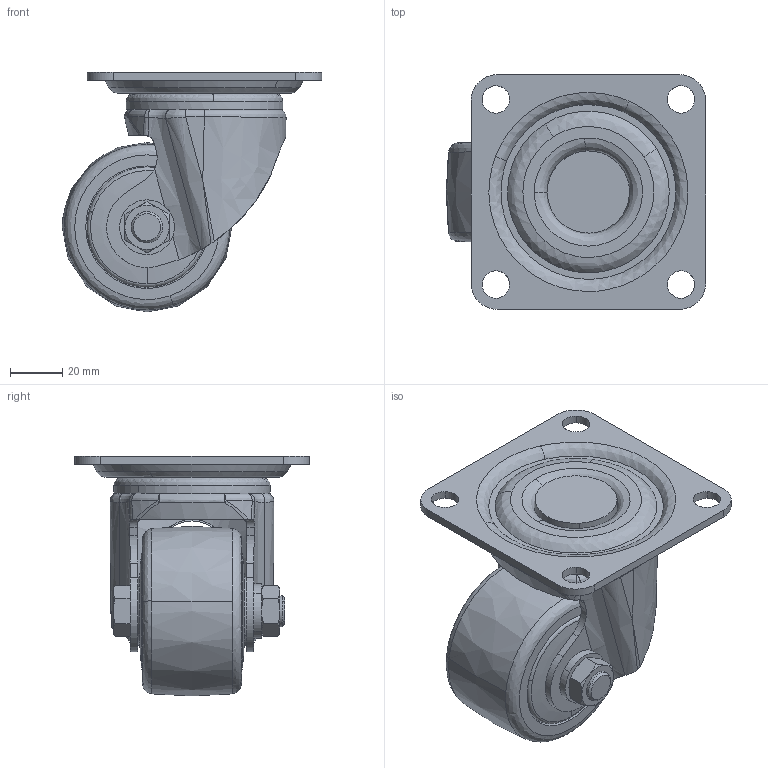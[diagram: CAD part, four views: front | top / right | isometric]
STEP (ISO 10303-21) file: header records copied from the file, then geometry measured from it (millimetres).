
FILE_DESCRIPTION((''),'2;1');
FILE_NAME('','2006-01-18T12:22:18',(''),(''),'','CADfix','');
FILE_SCHEMA(('AUTOMOTIVE_DESIGN'));
Length unit declared in the file: millimetre
Products named in the file (6): wheel; mounting plate; main shaft; body; axle; No_105HB2_EP_30079_36
Assembly tree (5 placements, depth 2):
  No_105HB2_EP_30079_36
    wheel
    mounting plate
    main shaft
    body
    axle
Bounding box: 99.5 x 90 x 92 mm (x, y, z)
Volume: 225223.2 mm3; surface area: 63084.8 mm2
Topology: 5 solids, 5 shells, 259 faces, 855 edges, 616 vertices
Faces by surface type: bspline 259
Entity records: 14979 total; most frequent: CARTESIAN_POINT 9939, ORIENTED_EDGE 1682, EDGE_CURVE 841, B_SPLINE_CURVE_WITH_KNOTS 637, VERTEX_POINT 611, EDGE_LOOP 286, FACE_OUTER_BOUND 254, ADVANCED_FACE 254
